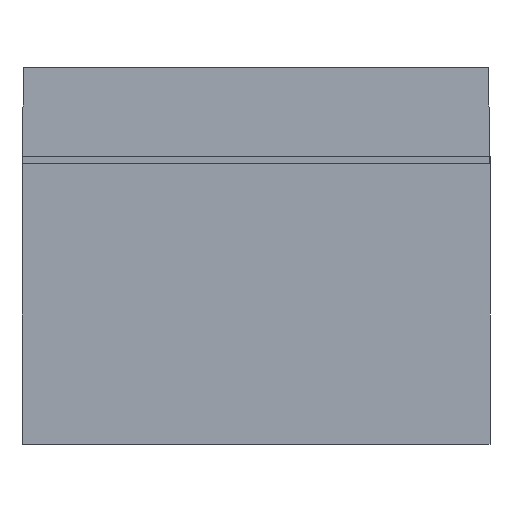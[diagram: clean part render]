
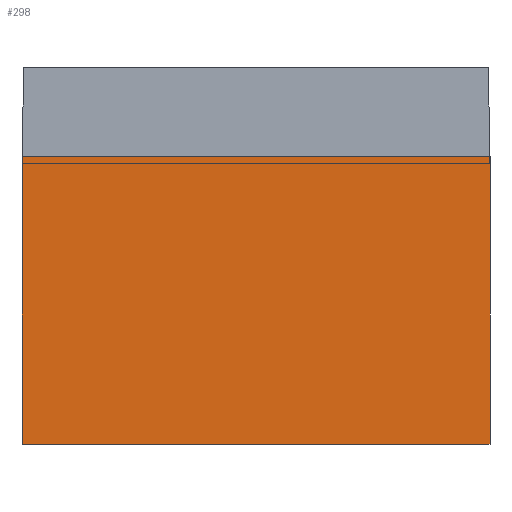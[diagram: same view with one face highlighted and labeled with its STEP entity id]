
A CAD part, front view. The second image highlights one B-rep face of the part: STEP entity #298.
In plain terms, the highlighted planar face has unit normal (0, -1, 0).
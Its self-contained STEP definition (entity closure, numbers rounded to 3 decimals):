
#1 = EDGE_CURVE ( 'NONE', #2661, #3728, #2815, .T. ) ;
#4 = DIRECTION ( 'NONE',  ( 0., 1., 0. ) ) ;
#126 = LINE ( 'NONE', #1167, #597 ) ;
#283 = EDGE_CURVE ( 'NONE', #349, #918, #3475, .T. ) ;
#298 = ADVANCED_FACE ( 'NONE', ( #4218 ), #1023, .F. ) ;
#349 = VERTEX_POINT ( 'NONE', #3913 ) ;
#597 = VECTOR ( 'NONE', #3396, 1000. ) ;
#605 = ORIENTED_EDGE ( 'NONE', *, *, #2185, .T. ) ;
#615 = ORIENTED_EDGE ( 'NONE', *, *, #1, .F. ) ;
#673 = ORIENTED_EDGE ( 'NONE', *, *, #283, .T. ) ;
#918 = VERTEX_POINT ( 'NONE', #4428 ) ;
#957 = VECTOR ( 'NONE', #3164, 1000. ) ;
#1023 = PLANE ( 'NONE',  #3262 ) ;
#1070 = DIRECTION ( 'NONE',  ( 0., 0., 1. ) ) ;
#1167 = CARTESIAN_POINT ( 'NONE',  ( -50., -80., 0. ) ) ;
#2111 = EDGE_LOOP ( 'NONE', ( #605, #615, #3614, #673 ) ) ;
#2185 = EDGE_CURVE ( 'NONE', #918, #3728, #126, .T. ) ;
#2221 = CARTESIAN_POINT ( 'NONE',  ( 50., -80., 61.5 ) ) ;
#2350 = EDGE_CURVE ( 'NONE', #349, #2661, #3481, .T. ) ;
#2661 = VERTEX_POINT ( 'NONE', #2221 ) ;
#2740 = VECTOR ( 'NONE', #3477, 1000. ) ;
#2767 = CARTESIAN_POINT ( 'NONE',  ( 50., -80., 0. ) ) ;
#2815 = LINE ( 'NONE', #3458, #2740 ) ;
#3164 = DIRECTION ( 'NONE',  ( 0., 0., -1. ) ) ;
#3262 = AXIS2_PLACEMENT_3D ( 'NONE', #3826, #4, #1070 ) ;
#3396 = DIRECTION ( 'NONE',  ( 1., 0., 0. ) ) ;
#3458 = CARTESIAN_POINT ( 'NONE',  ( 50., -80., 61.5 ) ) ;
#3475 = LINE ( 'NONE', #3519, #957 ) ;
#3477 = DIRECTION ( 'NONE',  ( 0., 0., -1. ) ) ;
#3481 = LINE ( 'NONE', #3543, #4011 ) ;
#3499 = DIRECTION ( 'NONE',  ( 1., 0., 0. ) ) ;
#3519 = CARTESIAN_POINT ( 'NONE',  ( -50., -80., 61.5 ) ) ;
#3543 = CARTESIAN_POINT ( 'NONE',  ( -50., -80., 61.5 ) ) ;
#3614 = ORIENTED_EDGE ( 'NONE', *, *, #2350, .F. ) ;
#3728 = VERTEX_POINT ( 'NONE', #2767 ) ;
#3826 = CARTESIAN_POINT ( 'NONE',  ( -50., -80., 61.5 ) ) ;
#3913 = CARTESIAN_POINT ( 'NONE',  ( -50., -80., 61.5 ) ) ;
#4011 = VECTOR ( 'NONE', #3499, 1000. ) ;
#4218 = FACE_OUTER_BOUND ( 'NONE', #2111, .T. ) ;
#4428 = CARTESIAN_POINT ( 'NONE',  ( -50., -80., 0. ) ) ;
